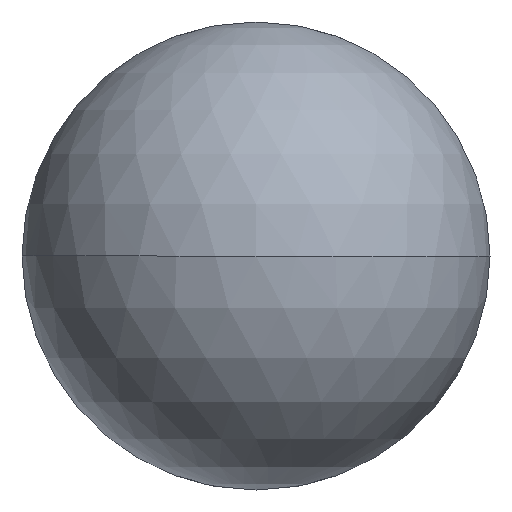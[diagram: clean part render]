
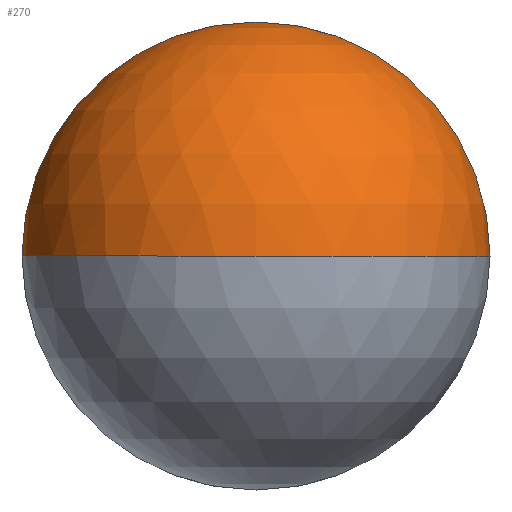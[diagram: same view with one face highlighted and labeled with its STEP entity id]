
A CAD part, front view. The second image highlights one B-rep face of the part: STEP entity #270.
In plain terms, the highlighted spherical face has radius 3.969 mm.
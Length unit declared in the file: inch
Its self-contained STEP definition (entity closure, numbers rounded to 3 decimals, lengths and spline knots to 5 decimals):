
#4 = DIRECTION ( 'NONE',  ( 0., 0., 1. ) ) ;
#9 = EDGE_CURVE ( 'NONE', #355, #232, #26, .T. ) ;
#19 = VERTEX_POINT ( 'NONE', #313 ) ;
#26 = CIRCLE ( 'NONE', #191, 0.15625 ) ;
#30 = CARTESIAN_POINT ( 'NONE',  ( 0., 0.15625, 0.15625 ) ) ;
#42 = EDGE_LOOP ( 'NONE', ( #109, #106, #138, #145 ) ) ;
#57 = AXIS2_PLACEMENT_3D ( 'NONE', #93, #4, #66 ) ;
#63 = DIRECTION ( 'NONE',  ( 0., 0., -1. ) ) ;
#66 = DIRECTION ( 'NONE',  ( 1., 0., 0. ) ) ;
#77 = CARTESIAN_POINT ( 'NONE',  ( 0.15625, 0.15625, 0. ) ) ;
#87 = DIRECTION ( 'NONE',  ( 0., -1., 0. ) ) ;
#89 = EDGE_CURVE ( 'NONE', #19, #232, #189, .T. ) ;
#93 = CARTESIAN_POINT ( 'NONE',  ( 0., 0.15625, 0. ) ) ;
#98 = EDGE_CURVE ( 'NONE', #199, #19, #242, .T. ) ;
#106 = ORIENTED_EDGE ( 'NONE', *, *, #89, .T. ) ;
#109 = ORIENTED_EDGE ( 'NONE', *, *, #98, .T. ) ;
#113 = AXIS2_PLACEMENT_3D ( 'NONE', #267, #185, #349 ) ;
#138 = ORIENTED_EDGE ( 'NONE', *, *, #9, .F. ) ;
#145 = ORIENTED_EDGE ( 'NONE', *, *, #312, .T. ) ;
#161 = CARTESIAN_POINT ( 'NONE',  ( 0., 0.15625, 0. ) ) ;
#164 = DIRECTION ( 'NONE',  ( 0., -1., 0. ) ) ;
#185 = DIRECTION ( 'NONE',  ( 0., 0., 1. ) ) ;
#189 = CIRCLE ( 'NONE', #57, 0.15625 ) ;
#191 = AXIS2_PLACEMENT_3D ( 'NONE', #256, #358, #204 ) ;
#199 = VERTEX_POINT ( 'NONE', #30 ) ;
#204 = DIRECTION ( 'NONE',  ( -1., 0., 0. ) ) ;
#211 = CIRCLE ( 'NONE', #318, 0.15625 ) ;
#226 = FACE_OUTER_BOUND ( 'NONE', #42, .T. ) ;
#232 = VERTEX_POINT ( 'NONE', #352 ) ;
#242 = CIRCLE ( 'NONE', #273, 0.15625 ) ;
#256 = CARTESIAN_POINT ( 'NONE',  ( 0., 0.15625, 0. ) ) ;
#267 = CARTESIAN_POINT ( 'NONE',  ( 0., 0.15625, 0. ) ) ;
#270 = ADVANCED_FACE ( 'NONE', ( #226 ), #351, .T. ) ;
#273 = AXIS2_PLACEMENT_3D ( 'NONE', #301, #164, #63 ) ;
#297 = DIRECTION ( 'NONE',  ( 0., 0., -1. ) ) ;
#301 = CARTESIAN_POINT ( 'NONE',  ( 0., 0.15625, 0. ) ) ;
#312 = EDGE_CURVE ( 'NONE', #355, #199, #211, .T. ) ;
#313 = CARTESIAN_POINT ( 'NONE',  ( -0.15625, 0.15625, 0. ) ) ;
#318 = AXIS2_PLACEMENT_3D ( 'NONE', #161, #87, #297 ) ;
#349 = DIRECTION ( 'NONE',  ( 1., 0., 0. ) ) ;
#351 = SPHERICAL_SURFACE ( 'NONE', #113, 0.15625 ) ;
#352 = CARTESIAN_POINT ( 'NONE',  ( 0., 0., 0. ) ) ;
#355 = VERTEX_POINT ( 'NONE', #77 ) ;
#358 = DIRECTION ( 'NONE',  ( 0., 0., -1. ) ) ;
